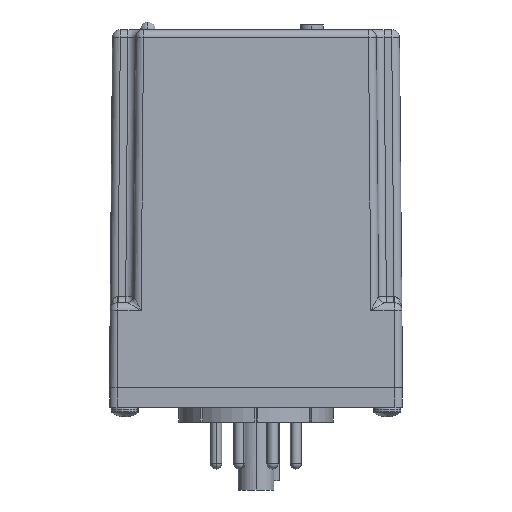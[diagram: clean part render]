
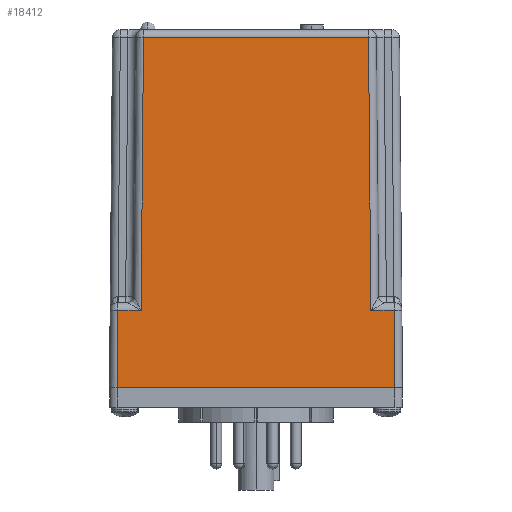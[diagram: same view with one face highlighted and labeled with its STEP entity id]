
A CAD part, left-side view. The second image highlights one B-rep face of the part: STEP entity #18412.
In plain terms, the highlighted planar face has unit normal (-1, 0, 0.009).
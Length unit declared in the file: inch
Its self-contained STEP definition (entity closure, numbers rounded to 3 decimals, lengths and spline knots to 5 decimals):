
#361 = EDGE_CURVE ( 'NONE', #13303, #11792, #5805, .T. ) ;
#809 = CARTESIAN_POINT ( 'NONE',  ( -0.86954, -0.9305, 0.62555 ) ) ;
#924 = DIRECTION ( 'NONE',  ( 0.009, 0.009, 1. ) ) ;
#1701 = EDGE_CURVE ( 'NONE', #11792, #10674, #25927, .T. ) ;
#2037 = CARTESIAN_POINT ( 'NONE',  ( -0.875, -1.12451, -0.00055 ) ) ;
#2244 = VERTEX_POINT ( 'NONE', #7988 ) ;
#2583 = VERTEX_POINT ( 'NONE', #15579 ) ;
#2811 = CARTESIAN_POINT ( 'NONE',  ( -0.875, -1.1245, 0. ) ) ;
#3241 = LINE ( 'NONE', #25833, #29632 ) ;
#3890 = VECTOR ( 'NONE', #16343, 39.37008 ) ;
#4395 = VECTOR ( 'NONE', #14062, 39.37008 ) ;
#4460 = EDGE_CURVE ( 'NONE', #2244, #14160, #5911, .T. ) ;
#5331 = VECTOR ( 'NONE', #20242, 39.37008 ) ;
#5805 = LINE ( 'NONE', #18169, #25984 ) ;
#5911 = LINE ( 'NONE', #25282, #5331 ) ;
#6428 = CARTESIAN_POINT ( 'NONE',  ( -0.85024, 0.91119, 2.83755 ) ) ;
#7359 = CARTESIAN_POINT ( 'NONE',  ( -0.86954, 1.11904, 0.62555 ) ) ;
#7931 = EDGE_CURVE ( 'NONE', #8989, #20919, #9582, .T. ) ;
#7988 = CARTESIAN_POINT ( 'NONE',  ( -0.86954, 0.93104, 0.62555 ) ) ;
#8556 = LINE ( 'NONE', #31157, #3890 ) ;
#8780 = DIRECTION ( 'NONE',  ( -0.009, 0.009, -1. ) ) ;
#8989 = VERTEX_POINT ( 'NONE', #20109 ) ;
#9582 = LINE ( 'NONE', #17872, #25343 ) ;
#9902 = ORIENTED_EDGE ( 'NONE', *, *, #14835, .T. ) ;
#10033 = EDGE_LOOP ( 'NONE', ( #19953, #28372, #9902, #24295, #22795, #12307, #25905, #11246 ) ) ;
#10365 = FACE_OUTER_BOUND ( 'NONE', #10033, .T. ) ;
#10674 = VERTEX_POINT ( 'NONE', #15155 ) ;
#11246 = ORIENTED_EDGE ( 'NONE', *, *, #1701, .T. ) ;
#11792 = VERTEX_POINT ( 'NONE', #25421 ) ;
#12307 = ORIENTED_EDGE ( 'NONE', *, *, #21416, .T. ) ;
#13303 = VERTEX_POINT ( 'NONE', #26656 ) ;
#14062 = DIRECTION ( 'NONE',  ( 0., 1., 0. ) ) ;
#14160 = VERTEX_POINT ( 'NONE', #7359 ) ;
#14761 = PLANE ( 'NONE',  #17759 ) ;
#14835 = EDGE_CURVE ( 'NONE', #14160, #8989, #3241, .T. ) ;
#15155 = CARTESIAN_POINT ( 'NONE',  ( -0.85024, 0.91174, 2.83755 ) ) ;
#15246 = DIRECTION ( 'NONE',  ( -1., 0., 0.009 ) ) ;
#15579 = CARTESIAN_POINT ( 'NONE',  ( -0.86954, -1.11904, 0.62555 ) ) ;
#16343 = DIRECTION ( 'NONE',  ( -0.009, 0.009, -1. ) ) ;
#17713 = DIRECTION ( 'NONE',  ( 0., -1., 0. ) ) ;
#17759 = AXIS2_PLACEMENT_3D ( 'NONE', #20293, #15246, #29732 ) ;
#17872 = CARTESIAN_POINT ( 'NONE',  ( -0.875, -1.1875, 0. ) ) ;
#18153 = VECTOR ( 'NONE', #20658, 39.37008 ) ;
#18169 = CARTESIAN_POINT ( 'NONE',  ( -0.87502, -0.93652, -0.00219 ) ) ;
#18412 = ADVANCED_FACE ( 'NONE', ( #10365 ), #14761, .T. ) ;
#19953 = ORIENTED_EDGE ( 'NONE', *, *, #30059, .T. ) ;
#20109 = CARTESIAN_POINT ( 'NONE',  ( -0.875, 1.1245, 0. ) ) ;
#20242 = DIRECTION ( 'NONE',  ( 0., 1., 0. ) ) ;
#20293 = CARTESIAN_POINT ( 'NONE',  ( -0.875, -1.1875, 0. ) ) ;
#20658 = DIRECTION ( 'NONE',  ( 0., 1., 0. ) ) ;
#20919 = VERTEX_POINT ( 'NONE', #2811 ) ;
#21416 = EDGE_CURVE ( 'NONE', #2583, #13303, #30898, .T. ) ;
#21731 = LINE ( 'NONE', #2037, #31893 ) ;
#22795 = ORIENTED_EDGE ( 'NONE', *, *, #26584, .T. ) ;
#24295 = ORIENTED_EDGE ( 'NONE', *, *, #7931, .T. ) ;
#25282 = CARTESIAN_POINT ( 'NONE',  ( -0.86954, 1.1185, 0.62555 ) ) ;
#25343 = VECTOR ( 'NONE', #17713, 39.37008 ) ;
#25421 = CARTESIAN_POINT ( 'NONE',  ( -0.85024, -0.91174, 2.83755 ) ) ;
#25833 = CARTESIAN_POINT ( 'NONE',  ( -0.87482, 1.12433, 0.02017 ) ) ;
#25905 = ORIENTED_EDGE ( 'NONE', *, *, #361, .T. ) ;
#25927 = LINE ( 'NONE', #6428, #4395 ) ;
#25984 = VECTOR ( 'NONE', #924, 39.37008 ) ;
#26584 = EDGE_CURVE ( 'NONE', #20919, #2583, #21731, .T. ) ;
#26656 = CARTESIAN_POINT ( 'NONE',  ( -0.86954, -0.93104, 0.62555 ) ) ;
#28372 = ORIENTED_EDGE ( 'NONE', *, *, #4460, .T. ) ;
#29632 = VECTOR ( 'NONE', #8780, 39.37008 ) ;
#29732 = DIRECTION ( 'NONE',  ( 0.009, 0., 1. ) ) ;
#30059 = EDGE_CURVE ( 'NONE', #10674, #2244, #8556, .T. ) ;
#30898 = LINE ( 'NONE', #809, #18153 ) ;
#31157 = CARTESIAN_POINT ( 'NONE',  ( -0.87484, 0.93634, 0.01853 ) ) ;
#31807 = DIRECTION ( 'NONE',  ( 0.009, 0.009, 1. ) ) ;
#31893 = VECTOR ( 'NONE', #31807, 39.37008 ) ;
